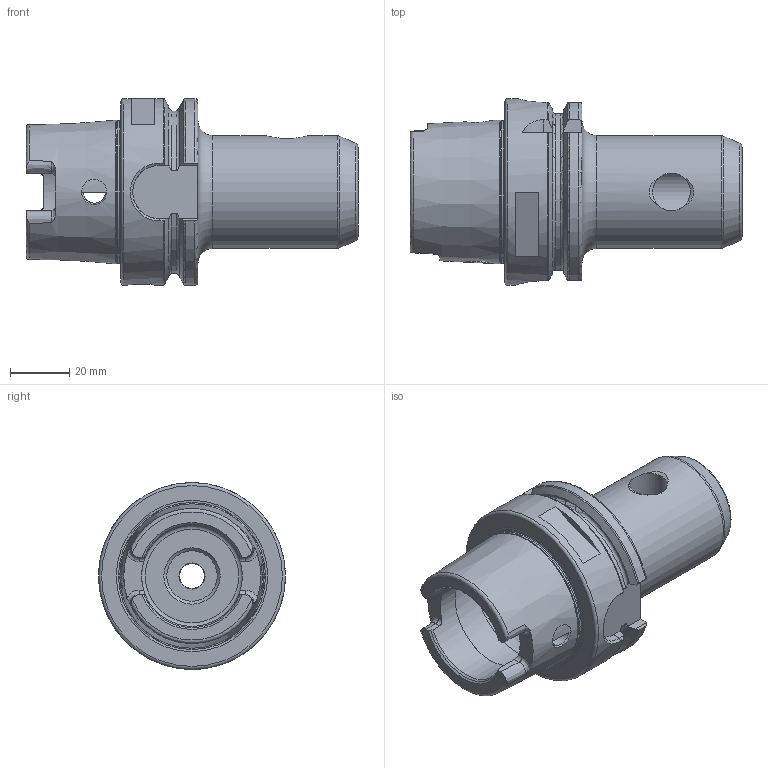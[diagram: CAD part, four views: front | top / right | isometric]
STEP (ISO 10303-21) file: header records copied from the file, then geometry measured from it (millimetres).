
FILE_DESCRIPTION(/* description */ (''),/* implementation_level */ '2;1');
FILE_NAME(/* name */ 'HSK063A-EM062-0315.stp',/* time_stamp */ '2019-03-28T14:06:04-05:00',/* author */ ('Lee'),/* organization */ (''),/* preprocessor_version */ 'ST-DEVELOPER v18',/* originating_system */ 'Autodesk Inventor LT',/* authorisation */ '');
FILE_SCHEMA (('AUTOMOTIVE_DESIGN { 1 0 10303 214 3 1 1 }'));
Length unit declared in the file: millimetre
Products named in the file (1): HSK063A-EM062-0315
Bounding box: 112 x 63 x 63 mm (x, y, z)
Volume: 129500.7 mm3; surface area: 31059.6 mm2
Topology: 1 solids, 1 shells, 137 faces, 409 edges, 281 vertices
Faces by surface type: plane 47, cylinder 28, torus 26, cone 23, bspline 13
Full cylindrical faces by diameter (mm): 7.5 x2, 8.4 x1, 10 x1, 12.751 x1, 14 x1, 15.875 x1, 16.38 x1, 17 x1, 19 x1, 34 x2, 38.1 x1, 40 x1, 48.241 x1, 63 x1
Entity records: 6249 total; most frequent: CARTESIAN_POINT 2641, ORIENTED_EDGE 820, DIRECTION 690, EDGE_CURVE 410, AXIS2_PLACEMENT_3D 292, VERTEX_POINT 282, CIRCLE 167, EDGE_LOOP 152
